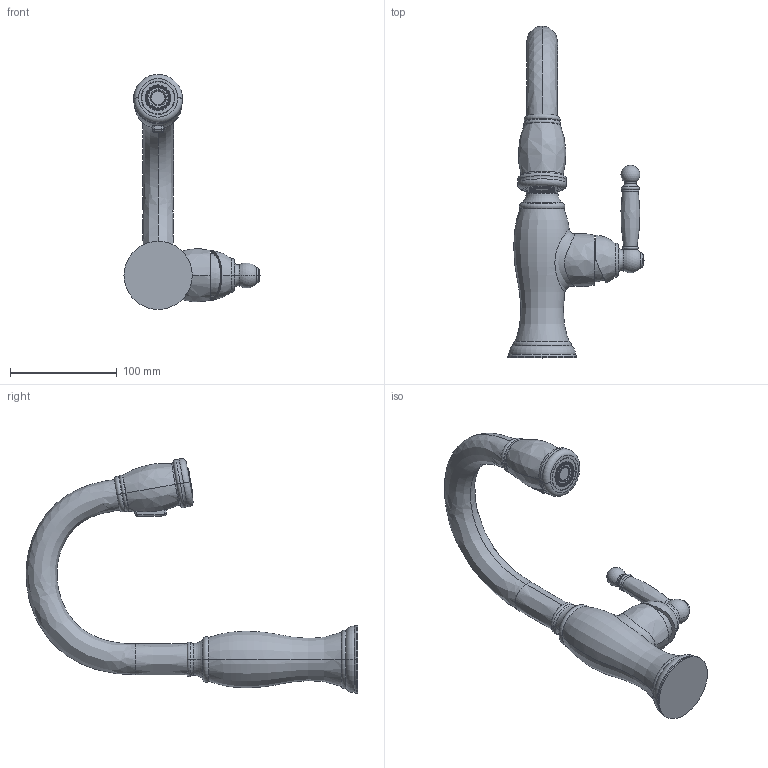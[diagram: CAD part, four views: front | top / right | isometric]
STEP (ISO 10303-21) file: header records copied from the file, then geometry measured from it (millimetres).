
FILE_DESCRIPTION((''),'2;1');
FILE_NAME('2510-5203','2021-04-08T11:27:35',('jinson.thomas'),(''),'CREO PARAMETRIC BY PTC INC, 2018400','CREO PARAMETRIC BY PTC INC, 2018400','');
FILE_SCHEMA(('CONFIG_CONTROL_DESIGN'));
Length unit declared in the file: inch
Products named in the file (1): 2510-5203
Bounding box: 127.61 x 311.08 x 220.32 mm (x, y, z)
Volume: 667769.3 mm3; surface area: 78711.6 mm2
Topology: 1 solids, 1 shells, 288 faces, 616 edges, 363 vertices
Faces by surface type: torus 92, cone 78, plane 52, sphere 24, bspline 20, cylinder 20, revolution 2
Entity records: 9863 total; most frequent: CARTESIAN_POINT 3505, DIRECTION 1511, ORIENTED_EDGE 1192, AXIS2_PLACEMENT_3D 703, EDGE_CURVE 596, CIRCLE 437, VERTEX_POINT 363, EDGE_LOOP 341
